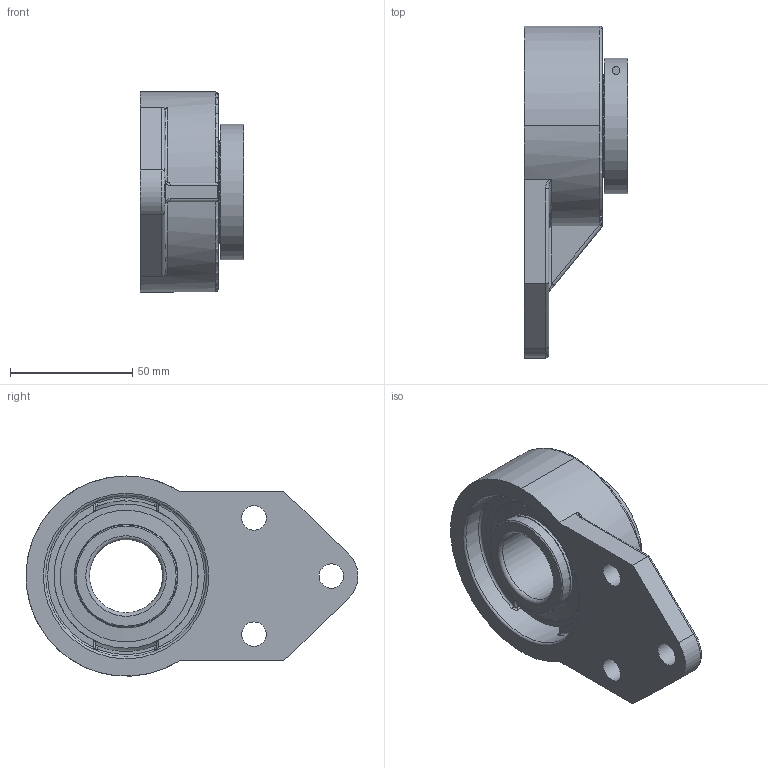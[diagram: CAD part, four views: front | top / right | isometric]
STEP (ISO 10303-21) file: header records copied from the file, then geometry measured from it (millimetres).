
FILE_DESCRIPTION(('HOOPS Exchange Step'),'2;1');
FILE_NAME('export-121B8356-1D56-4604-B10E-9D969C5FBEFE.stp','2020-05-27T12:02:18-07:00',('dkerr'),('Alibre'),'HOOPS Exchange 2020.0','Alibre','Unknown authorisation');
FILE_SCHEMA( ('AP242_MANAGED_MODEL_BASED_3D_ENGINEERING_MIM_LF {1 0 10303 442 1 1 4 }') );
Length unit declared in the file: inch
Products named in the file (8): MRN SFBM 206 L4L; MRN SUE 206 L4L (30mm) (Race); MRN SUE 206 L4L (Ball); MRN SUE 206 L4L (Shield); MRN SUE 206 L4L (Lock Ring); MRN SUE 206 L4L (Bolt); MRN SUE 206 L4L (30mm); MRN SUESFBM 206 L4L (30mm)
Assembly tree (8 placements, depth 3):
  MRN SUESFBM 206 L4L (30mm)
    MRN SFBM 206 L4L
    MRN SUE 206 L4L (30mm)
      MRN SUE 206 L4L (30mm) (Race)
      MRN SUE 206 L4L (Ball)
      MRN SUE 206 L4L (Shield)  x2
      MRN SUE 206 L4L (Lock Ring)
      MRN SUE 206 L4L (Bolt)
Bounding box: 42.3 x 135.98 x 81.94 mm (x, y, z)
Volume: 150818.5 mm3; surface area: 58588 mm2
Topology: 16 solids, 16 shells, 202 faces, 554 edges, 363 vertices
Faces by surface type: plane 67, cylinder 65, torus 28, sphere 16, cone 16, bspline 10
Full cylindrical faces by diameter (mm): 3.242 x2, 4 x1, 7 x1, 8.25 x1, 10 x3, 30 x1, 42 x4, 42.508 x2, 52 x2, 54 x2, 62.017 x1, 66.017 x1, 70.35 x1
Entity records: 11000 total; most frequent: CARTESIAN_POINT 5877, DIRECTION 1062, ORIENTED_EDGE 1016, EDGE_CURVE 508, AXIS2_PLACEMENT_3D 440, VERTEX_POINT 349, CIRCLE 221, EDGE_LOOP 219
